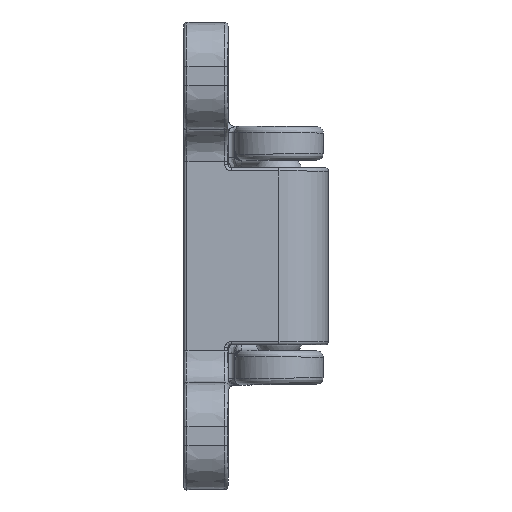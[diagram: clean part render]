
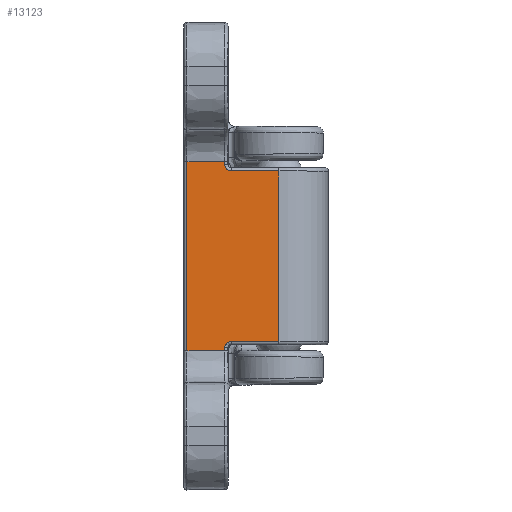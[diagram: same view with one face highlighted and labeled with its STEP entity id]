
A CAD part, top view. The second image highlights one B-rep face of the part: STEP entity #13123.
In plain terms, the highlighted face is planar.
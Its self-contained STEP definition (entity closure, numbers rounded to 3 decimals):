
#342 = EDGE_CURVE ( 'NONE', #2712, #2711, #4988, .T. ) ;
#343 = EDGE_CURVE ( 'NONE', #2710, #2711, #4645, .T. ) ;
#344 = EDGE_CURVE ( 'NONE', #2709, #2710, #4646, .T. ) ;
#345 = EDGE_CURVE ( 'NONE', #2708, #2709, #4647, .T. ) ;
#355 = EDGE_CURVE ( 'NONE', #2704, #2705, #4655, .T. ) ;
#356 = EDGE_CURVE ( 'NONE', #2703, #2704, #4656, .T. ) ;
#360 = EDGE_CURVE ( 'NONE', #2706, #2707, #4659, .T. ) ;
#361 = EDGE_CURVE ( 'NONE', #2708, #2707, #4987, .T. ) ;
#364 = EDGE_CURVE ( 'NONE', #2705, #2706, #4663, .T. ) ;
#777 = EDGE_CURVE ( 'NONE', #2712, #2703, #7563, .T. ) ;
#1112 = VECTOR ( 'NONE', #9879, 1000. ) ;
#1474 = AXIS2_PLACEMENT_3D ( 'NONE', #11327, #11328, #11329 ) ;
#2703 = VERTEX_POINT ( 'NONE', #10191 ) ;
#2704 = VERTEX_POINT ( 'NONE', #10192 ) ;
#2705 = VERTEX_POINT ( 'NONE', #10193 ) ;
#2706 = VERTEX_POINT ( 'NONE', #10194 ) ;
#2707 = VERTEX_POINT ( 'NONE', #10195 ) ;
#2708 = VERTEX_POINT ( 'NONE', #10196 ) ;
#2709 = VERTEX_POINT ( 'NONE', #10197 ) ;
#2710 = VERTEX_POINT ( 'NONE', #10198 ) ;
#2711 = VERTEX_POINT ( 'NONE', #10199 ) ;
#2712 = VERTEX_POINT ( 'NONE', #10200 ) ;
#3124 = ORIENTED_EDGE ( 'NONE', *, *, #356, .T. ) ;
#3125 = ORIENTED_EDGE ( 'NONE', *, *, #364, .T. ) ;
#3126 = ORIENTED_EDGE ( 'NONE', *, *, #355, .T. ) ;
#3127 = ORIENTED_EDGE ( 'NONE', *, *, #360, .T. ) ;
#3128 = ORIENTED_EDGE ( 'NONE', *, *, #361, .F. ) ;
#3129 = ORIENTED_EDGE ( 'NONE', *, *, #345, .T. ) ;
#3130 = ORIENTED_EDGE ( 'NONE', *, *, #344, .T. ) ;
#3131 = ORIENTED_EDGE ( 'NONE', *, *, #343, .T. ) ;
#3132 = ORIENTED_EDGE ( 'NONE', *, *, #342, .F. ) ;
#3133 = ORIENTED_EDGE ( 'NONE', *, *, #777, .T. ) ;
#4645 = LINE ( 'NONE', #5934, #5448 ) ;
#4646 = LINE ( 'NONE', #5936, #5449 ) ;
#4647 = LINE ( 'NONE', #5938, #5451 ) ;
#4655 = LINE ( 'NONE', #5964, #5465 ) ;
#4656 = LINE ( 'NONE', #5966, #5467 ) ;
#4659 = LINE ( 'NONE', #5975, #5470 ) ;
#4663 = LINE ( 'NONE', #5996, #5472 ) ;
#4987 =( BOUNDED_CURVE ( )  B_SPLINE_CURVE ( 3, ( #5977, #5978, #5979, #5980 ),
 .UNSPECIFIED., .F., .T. ) 
 B_SPLINE_CURVE_WITH_KNOTS ( ( 4, 4 ),
 ( 4.712, 6.283 ),
 .UNSPECIFIED. ) 
 CURVE ( )  GEOMETRIC_REPRESENTATION_ITEM ( )  RATIONAL_B_SPLINE_CURVE ( ( 1., 0.805, 0.805, 1. ) ) 
 REPRESENTATION_ITEM ( '' )  );
#4988 =( BOUNDED_CURVE ( )  B_SPLINE_CURVE ( 3, ( #5930, #5931, #5932, #5933 ),
 .UNSPECIFIED., .F., .T. ) 
 B_SPLINE_CURVE_WITH_KNOTS ( ( 4, 4 ),
 ( 3.142, 4.712 ),
 .UNSPECIFIED. ) 
 CURVE ( )  GEOMETRIC_REPRESENTATION_ITEM ( )  RATIONAL_B_SPLINE_CURVE ( ( 1., 0.805, 0.805, 1. ) ) 
 REPRESENTATION_ITEM ( '' )  );
#5448 = VECTOR ( 'NONE', #5935, 1000. ) ;
#5449 = VECTOR ( 'NONE', #5937, 1000. ) ;
#5451 = VECTOR ( 'NONE', #5939, 1000. ) ;
#5465 = VECTOR ( 'NONE', #5965, 1000. ) ;
#5467 = VECTOR ( 'NONE', #5967, 1000. ) ;
#5470 = VECTOR ( 'NONE', #5976, 1000. ) ;
#5472 = VECTOR ( 'NONE', #5997, 1000. ) ;
#5930 = CARTESIAN_POINT ( 'NONE',  ( -14.5, 6.504, 7.943 ) ) ;
#5931 = CARTESIAN_POINT ( 'NONE',  ( -13.914, 6.504, 7.943 ) ) ;
#5932 = CARTESIAN_POINT ( 'NONE',  ( -13.5, 6.919, 7.94 ) ) ;
#5933 = CARTESIAN_POINT ( 'NONE',  ( -13.5, 7.504, 7.935 ) ) ;
#5934 = CARTESIAN_POINT ( 'NONE',  ( -13.5, 0., 8. ) ) ;
#5935 = DIRECTION ( 'NONE',  ( 0., -1., 0.009 ) ) ;
#5936 = CARTESIAN_POINT ( 'NONE',  ( 14., 15.069, 7.868 ) ) ;
#5937 = DIRECTION ( 'NONE',  ( -1., 0., 0. ) ) ;
#5938 = CARTESIAN_POINT ( 'NONE',  ( 13.5, 15.069, 7.868 ) ) ;
#5939 = DIRECTION ( 'NONE',  ( 0., 1., -0.009 ) ) ;
#5964 = CARTESIAN_POINT ( 'NONE',  ( -20., 0.504, 7.996 ) ) ;
#5965 = DIRECTION ( 'NONE',  ( 1., 0., 0. ) ) ;
#5966 = CARTESIAN_POINT ( 'NONE',  ( -15., 0., 8. ) ) ;
#5967 = DIRECTION ( 'NONE',  ( 0., -1., 0.009 ) ) ;
#5975 = CARTESIAN_POINT ( 'NONE',  ( 14., 6.504, 7.943 ) ) ;
#5976 = DIRECTION ( 'NONE',  ( -1., 0., 0. ) ) ;
#5977 = CARTESIAN_POINT ( 'NONE',  ( 13.5, 7.504, 7.935 ) ) ;
#5978 = CARTESIAN_POINT ( 'NONE',  ( 13.5, 6.919, 7.94 ) ) ;
#5979 = CARTESIAN_POINT ( 'NONE',  ( 13.914, 6.504, 7.943 ) ) ;
#5980 = CARTESIAN_POINT ( 'NONE',  ( 14.5, 6.504, 7.943 ) ) ;
#5996 = CARTESIAN_POINT ( 'NONE',  ( 15., 0., 8. ) ) ;
#5997 = DIRECTION ( 'NONE',  ( 0., 1., -0.009 ) ) ;
#7563 = LINE ( 'NONE', #9878, #1112 ) ;
#7749 = FACE_OUTER_BOUND ( 'NONE', #12856, .T. ) ;
#9878 = CARTESIAN_POINT ( 'NONE',  ( -15., 6.504, 7.943 ) ) ;
#9879 = DIRECTION ( 'NONE',  ( -1., 0., 0. ) ) ;
#10191 = CARTESIAN_POINT ( 'NONE',  ( -15., 6.504, 7.943 ) ) ;
#10192 = CARTESIAN_POINT ( 'NONE',  ( -15., 0.504, 7.996 ) ) ;
#10193 = CARTESIAN_POINT ( 'NONE',  ( 15., 0.504, 7.996 ) ) ;
#10194 = CARTESIAN_POINT ( 'NONE',  ( 15., 6.504, 7.943 ) ) ;
#10195 = CARTESIAN_POINT ( 'NONE',  ( 14.5, 6.504, 7.943 ) ) ;
#10196 = CARTESIAN_POINT ( 'NONE',  ( 13.5, 7.504, 7.935 ) ) ;
#10197 = CARTESIAN_POINT ( 'NONE',  ( 13.5, 15.069, 7.868 ) ) ;
#10198 = CARTESIAN_POINT ( 'NONE',  ( -13.5, 15.069, 7.868 ) ) ;
#10199 = CARTESIAN_POINT ( 'NONE',  ( -13.5, 7.504, 7.935 ) ) ;
#10200 = CARTESIAN_POINT ( 'NONE',  ( -14.5, 6.504, 7.943 ) ) ;
#11326 = PLANE ( 'NONE',  #1474 ) ;
#11327 = CARTESIAN_POINT ( 'NONE',  ( -20., 0., 8. ) ) ;
#11328 = DIRECTION ( 'NONE',  ( 0., 0.009, 1. ) ) ;
#11329 = DIRECTION ( 'NONE',  ( 0., -1., 0.009 ) ) ;
#12856 = EDGE_LOOP ( 'NONE', ( #3124, #3126, #3125, #3127, #3128, #3129, #3130, #3131, #3132, #3133 ) ) ;
#13123 = ADVANCED_FACE ( 'NONE', ( #7749 ), #11326, .T. ) ;
